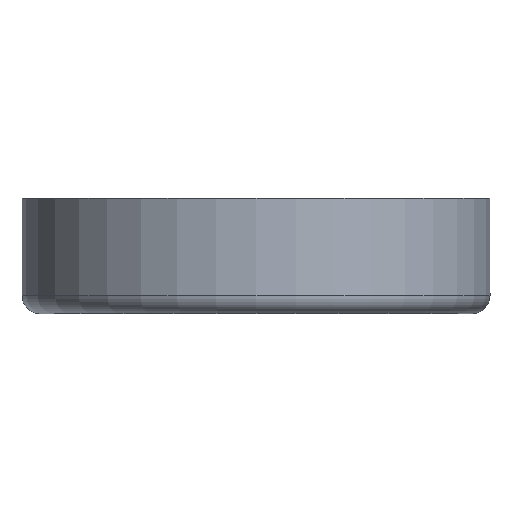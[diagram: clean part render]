
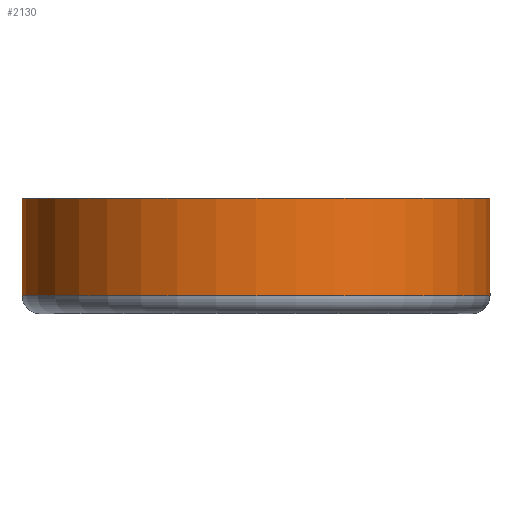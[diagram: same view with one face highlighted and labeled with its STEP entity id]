
A CAD part, front view. The second image highlights one B-rep face of the part: STEP entity #2130.
In plain terms, the highlighted cylindrical face has radius 65 mm (diameter 130 mm), a partial arc.
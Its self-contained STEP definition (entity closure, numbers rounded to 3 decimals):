
#45 = TOROIDAL_SURFACE('',#46,60.,5.);
#46 = AXIS2_PLACEMENT_3D('',#47,#48,#49);
#47 = CARTESIAN_POINT('',(0.,0.,5.));
#48 = DIRECTION('',(0.,0.,1.));
#49 = DIRECTION('',(-0.788,0.615,0.));
#665 = VERTEX_POINT('',#666);
#666 = CARTESIAN_POINT('',(-51.235,40.,5.));
#690 = VERTEX_POINT('',#691);
#691 = CARTESIAN_POINT('',(51.235,40.,5.));
#713 = EDGE_CURVE('',#665,#690,#714,.T.);
#714 = SURFACE_CURVE('',#715,(#720,#727),.PCURVE_S1.);
#715 = CIRCLE('',#716,65.);
#716 = AXIS2_PLACEMENT_3D('',#717,#718,#719);
#717 = CARTESIAN_POINT('',(0.,0.,5.));
#718 = DIRECTION('',(0.,0.,1.));
#719 = DIRECTION('',(-0.788,0.615,0.));
#720 = PCURVE('',#45,#721);
#721 = DEFINITIONAL_REPRESENTATION('',(#722),#726);
#722 = LINE('',#723,#724);
#723 = CARTESIAN_POINT('',(0.,6.283));
#724 = VECTOR('',#725,1.);
#725 = DIRECTION('',(1.,0.));
#726 = ( GEOMETRIC_REPRESENTATION_CONTEXT(2) 
PARAMETRIC_REPRESENTATION_CONTEXT() REPRESENTATION_CONTEXT('2D SPACE',''
  ) );
#727 = PCURVE('',#728,#733);
#728 = CYLINDRICAL_SURFACE('',#729,65.);
#729 = AXIS2_PLACEMENT_3D('',#730,#731,#732);
#730 = CARTESIAN_POINT('',(0.,0.,0.));
#731 = DIRECTION('',(-0.,-0.,-1.));
#732 = DIRECTION('',(1.,0.,0.));
#733 = DEFINITIONAL_REPRESENTATION('',(#734),#738);
#734 = LINE('',#735,#736);
#735 = CARTESIAN_POINT('',(-2.479,-5.));
#736 = VECTOR('',#737,1.);
#737 = DIRECTION('',(-1.,0.));
#738 = ( GEOMETRIC_REPRESENTATION_CONTEXT(2) 
PARAMETRIC_REPRESENTATION_CONTEXT() REPRESENTATION_CONTEXT('2D SPACE',''
  ) );
#784 = CYLINDRICAL_SURFACE('',#785,65.);
#785 = AXIS2_PLACEMENT_3D('',#786,#787,#788);
#786 = CARTESIAN_POINT('',(-102.47,80.,0.));
#787 = DIRECTION('',(-0.,-0.,-1.));
#788 = DIRECTION('',(1.,0.,0.));
#840 = CYLINDRICAL_SURFACE('',#841,65.);
#841 = AXIS2_PLACEMENT_3D('',#842,#843,#844);
#842 = CARTESIAN_POINT('',(102.47,80.,0.));
#843 = DIRECTION('',(-0.,-0.,-1.));
#844 = DIRECTION('',(1.,0.,0.));
#2130 = ADVANCED_FACE('',(#2131),#728,.T.);
#2131 = FACE_BOUND('',#2132,.F.);
#2132 = EDGE_LOOP('',(#2133,#2156,#2185,#2206));
#2133 = ORIENTED_EDGE('',*,*,#2134,.T.);
#2134 = EDGE_CURVE('',#665,#2135,#2137,.T.);
#2135 = VERTEX_POINT('',#2136);
#2136 = CARTESIAN_POINT('',(-51.235,40.,32.));
#2137 = SURFACE_CURVE('',#2138,(#2142,#2149),.PCURVE_S1.);
#2138 = LINE('',#2139,#2140);
#2139 = CARTESIAN_POINT('',(-51.235,40.,0.));
#2140 = VECTOR('',#2141,1.);
#2141 = DIRECTION('',(0.,0.,1.));
#2142 = PCURVE('',#728,#2143);
#2143 = DEFINITIONAL_REPRESENTATION('',(#2144),#2148);
#2144 = LINE('',#2145,#2146);
#2145 = CARTESIAN_POINT('',(-2.479,0.));
#2146 = VECTOR('',#2147,1.);
#2147 = DIRECTION('',(-0.,-1.));
#2148 = ( GEOMETRIC_REPRESENTATION_CONTEXT(2) 
PARAMETRIC_REPRESENTATION_CONTEXT() REPRESENTATION_CONTEXT('2D SPACE',''
  ) );
#2149 = PCURVE('',#784,#2150);
#2150 = DEFINITIONAL_REPRESENTATION('',(#2151),#2155);
#2151 = LINE('',#2152,#2153);
#2152 = CARTESIAN_POINT('',(-5.62,0.));
#2153 = VECTOR('',#2154,1.);
#2154 = DIRECTION('',(-0.,-1.));
#2155 = ( GEOMETRIC_REPRESENTATION_CONTEXT(2) 
PARAMETRIC_REPRESENTATION_CONTEXT() REPRESENTATION_CONTEXT('2D SPACE',''
  ) );
#2156 = ORIENTED_EDGE('',*,*,#2157,.T.);
#2157 = EDGE_CURVE('',#2135,#2158,#2160,.T.);
#2158 = VERTEX_POINT('',#2159);
#2159 = CARTESIAN_POINT('',(51.235,40.,32.));
#2160 = SURFACE_CURVE('',#2161,(#2166,#2173),.PCURVE_S1.);
#2161 = CIRCLE('',#2162,65.);
#2162 = AXIS2_PLACEMENT_3D('',#2163,#2164,#2165);
#2163 = CARTESIAN_POINT('',(0.,0.,32.));
#2164 = DIRECTION('',(0.,0.,1.));
#2165 = DIRECTION('',(1.,0.,0.));
#2166 = PCURVE('',#728,#2167);
#2167 = DEFINITIONAL_REPRESENTATION('',(#2168),#2172);
#2168 = LINE('',#2169,#2170);
#2169 = CARTESIAN_POINT('',(-0.,-32.));
#2170 = VECTOR('',#2171,1.);
#2171 = DIRECTION('',(-1.,0.));
#2172 = ( GEOMETRIC_REPRESENTATION_CONTEXT(2) 
PARAMETRIC_REPRESENTATION_CONTEXT() REPRESENTATION_CONTEXT('2D SPACE',''
  ) );
#2173 = PCURVE('',#2174,#2179);
#2174 = PLANE('',#2175);
#2175 = AXIS2_PLACEMENT_3D('',#2176,#2177,#2178);
#2176 = CARTESIAN_POINT('',(0.,80.,32.));
#2177 = DIRECTION('',(0.,0.,1.));
#2178 = DIRECTION('',(1.,0.,0.));
#2179 = DEFINITIONAL_REPRESENTATION('',(#2180),#2184);
#2180 = CIRCLE('',#2181,65.);
#2181 = AXIS2_PLACEMENT_2D('',#2182,#2183);
#2182 = CARTESIAN_POINT('',(0.,-80.));
#2183 = DIRECTION('',(1.,0.));
#2184 = ( GEOMETRIC_REPRESENTATION_CONTEXT(2) 
PARAMETRIC_REPRESENTATION_CONTEXT() REPRESENTATION_CONTEXT('2D SPACE',''
  ) );
#2185 = ORIENTED_EDGE('',*,*,#2186,.F.);
#2186 = EDGE_CURVE('',#690,#2158,#2187,.T.);
#2187 = SURFACE_CURVE('',#2188,(#2192,#2199),.PCURVE_S1.);
#2188 = LINE('',#2189,#2190);
#2189 = CARTESIAN_POINT('',(51.235,40.,0.));
#2190 = VECTOR('',#2191,1.);
#2191 = DIRECTION('',(0.,0.,1.));
#2192 = PCURVE('',#728,#2193);
#2193 = DEFINITIONAL_REPRESENTATION('',(#2194),#2198);
#2194 = LINE('',#2195,#2196);
#2195 = CARTESIAN_POINT('',(-6.946,0.));
#2196 = VECTOR('',#2197,1.);
#2197 = DIRECTION('',(-0.,-1.));
#2198 = ( GEOMETRIC_REPRESENTATION_CONTEXT(2) 
PARAMETRIC_REPRESENTATION_CONTEXT() REPRESENTATION_CONTEXT('2D SPACE',''
  ) );
#2199 = PCURVE('',#840,#2200);
#2200 = DEFINITIONAL_REPRESENTATION('',(#2201),#2205);
#2201 = LINE('',#2202,#2203);
#2202 = CARTESIAN_POINT('',(-3.804,0.));
#2203 = VECTOR('',#2204,1.);
#2204 = DIRECTION('',(-0.,-1.));
#2205 = ( GEOMETRIC_REPRESENTATION_CONTEXT(2) 
PARAMETRIC_REPRESENTATION_CONTEXT() REPRESENTATION_CONTEXT('2D SPACE',''
  ) );
#2206 = ORIENTED_EDGE('',*,*,#713,.F.);
